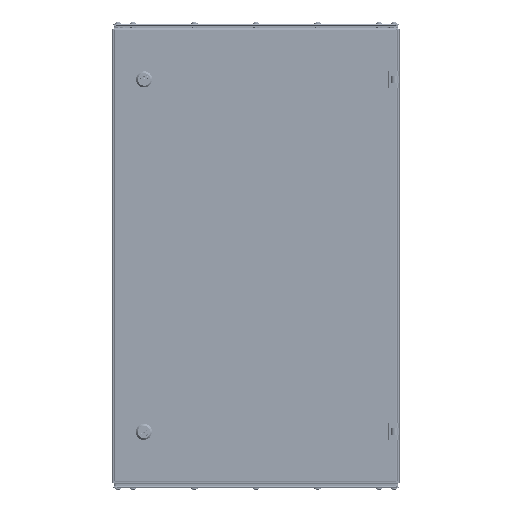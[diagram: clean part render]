
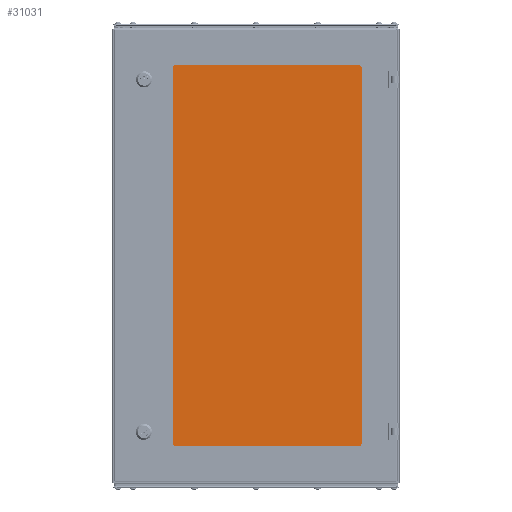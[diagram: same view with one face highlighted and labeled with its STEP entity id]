
A CAD part, top view. The second image highlights one B-rep face of the part: STEP entity #31031.
In plain terms, the highlighted planar face has unit normal (0, 0, 1).
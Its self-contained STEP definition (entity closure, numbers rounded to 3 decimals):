
#1967 = VERTEX_POINT ( 'NONE', #2306 ) ;
#2199 = DIRECTION ( 'NONE',  ( -1., 0., 0. ) ) ;
#2306 = CARTESIAN_POINT ( 'NONE',  ( -177.75, 335.5, 4. ) ) ;
#2460 = CARTESIAN_POINT ( 'NONE',  ( 167.75, -345.5, 4. ) ) ;
#2734 = ORIENTED_EDGE ( 'NONE', *, *, #84661, .T. ) ;
#3606 = EDGE_CURVE ( 'NONE', #36429, #3733, #38672, .T. ) ;
#3731 = EDGE_CURVE ( 'NONE', #88257, #15226, #35177, .T. ) ;
#3733 = VERTEX_POINT ( 'NONE', #35629 ) ;
#5068 = CARTESIAN_POINT ( 'NONE',  ( -167.75, 335.5, 4. ) ) ;
#5597 = CARTESIAN_POINT ( 'NONE',  ( -167.75, -335.5, 4. ) ) ;
#6138 = EDGE_LOOP ( 'NONE', ( #2734, #87180, #54503, #23623, #67898, #48070, #58483, #49954 ) ) ;
#6611 = CARTESIAN_POINT ( 'NONE',  ( -177.75, -335.5, 4. ) ) ;
#6939 = EDGE_CURVE ( 'NONE', #44796, #89692, #52047, .T. ) ;
#7009 = DIRECTION ( 'NONE',  ( -1., 0., 0. ) ) ;
#15226 = VERTEX_POINT ( 'NONE', #80120 ) ;
#16787 = VECTOR ( 'NONE', #56623, 1000. ) ;
#20504 = DIRECTION ( 'NONE',  ( -1., 0., 0. ) ) ;
#20701 = DIRECTION ( 'NONE',  ( 1., 0., 0. ) ) ;
#23623 = ORIENTED_EDGE ( 'NONE', *, *, #73194, .T. ) ;
#27310 = CARTESIAN_POINT ( 'NONE',  ( 0., 0., 4. ) ) ;
#29679 = CARTESIAN_POINT ( 'NONE',  ( -177.75, 345.5, 4. ) ) ;
#31031 = ADVANCED_FACE ( 'NONE', ( #41906 ), #48325, .F. ) ;
#33897 = VECTOR ( 'NONE', #51959, 1000. ) ;
#35177 = LINE ( 'NONE', #29679, #16787 ) ;
#35246 = CARTESIAN_POINT ( 'NONE',  ( -177.75, -345.5, 4. ) ) ;
#35629 = CARTESIAN_POINT ( 'NONE',  ( -167.75, -345.5, 4. ) ) ;
#36429 = VERTEX_POINT ( 'NONE', #6611 ) ;
#36889 = AXIS2_PLACEMENT_3D ( 'NONE', #57838, #66021, #2199 ) ;
#38672 = CIRCLE ( 'NONE', #88159, 10. ) ;
#39280 = DIRECTION ( 'NONE',  ( 0., 0., 1. ) ) ;
#41429 = EDGE_CURVE ( 'NONE', #1967, #36429, #84801, .T. ) ;
#41906 = FACE_OUTER_BOUND ( 'NONE', #6138, .T. ) ;
#42109 = LINE ( 'NONE', #35246, #78550 ) ;
#43196 = CARTESIAN_POINT ( 'NONE',  ( 177.75, -335.5, 4. ) ) ;
#44796 = VERTEX_POINT ( 'NONE', #43196 ) ;
#44804 = VECTOR ( 'NONE', #73021, 1000. ) ;
#45263 = CIRCLE ( 'NONE', #56825, 10. ) ;
#45661 = CIRCLE ( 'NONE', #36889, 10. ) ;
#48070 = ORIENTED_EDGE ( 'NONE', *, *, #51279, .T. ) ;
#48325 = PLANE ( 'NONE',  #86136 ) ;
#49954 = ORIENTED_EDGE ( 'NONE', *, *, #3606, .T. ) ;
#51279 = EDGE_CURVE ( 'NONE', #15226, #1967, #45263, .T. ) ;
#51959 = DIRECTION ( 'NONE',  ( 0., -1., 0. ) ) ;
#52047 = LINE ( 'NONE', #58898, #44804 ) ;
#53119 = CARTESIAN_POINT ( 'NONE',  ( 167.75, 345.5, 4. ) ) ;
#54503 = ORIENTED_EDGE ( 'NONE', *, *, #6939, .T. ) ;
#56446 = EDGE_CURVE ( 'NONE', #69443, #44796, #89533, .T. ) ;
#56623 = DIRECTION ( 'NONE',  ( -1., 0., 0. ) ) ;
#56825 = AXIS2_PLACEMENT_3D ( 'NONE', #5068, #39280, #88952 ) ;
#57838 = CARTESIAN_POINT ( 'NONE',  ( 167.75, 335.5, 4. ) ) ;
#58483 = ORIENTED_EDGE ( 'NONE', *, *, #41429, .T. ) ;
#58898 = CARTESIAN_POINT ( 'NONE',  ( 177.75, -345.5, 4. ) ) ;
#62454 = DIRECTION ( 'NONE',  ( 0., 0., -1. ) ) ;
#66021 = DIRECTION ( 'NONE',  ( 0., 0., 1. ) ) ;
#67012 = CARTESIAN_POINT ( 'NONE',  ( -177.75, -345.5, 4. ) ) ;
#67898 = ORIENTED_EDGE ( 'NONE', *, *, #3731, .T. ) ;
#69409 = DIRECTION ( 'NONE',  ( 0., 0., 1. ) ) ;
#69443 = VERTEX_POINT ( 'NONE', #2460 ) ;
#69498 = CARTESIAN_POINT ( 'NONE',  ( 167.75, -335.5, 4. ) ) ;
#73021 = DIRECTION ( 'NONE',  ( 0., 1., 0. ) ) ;
#73194 = EDGE_CURVE ( 'NONE', #89692, #88257, #45661, .T. ) ;
#75357 = DIRECTION ( 'NONE',  ( -1., 0., 0. ) ) ;
#78550 = VECTOR ( 'NONE', #20701, 1000. ) ;
#80120 = CARTESIAN_POINT ( 'NONE',  ( -167.75, 345.5, 4. ) ) ;
#82263 = AXIS2_PLACEMENT_3D ( 'NONE', #69498, #84521, #7009 ) ;
#83145 = CARTESIAN_POINT ( 'NONE',  ( 177.75, 335.5, 4. ) ) ;
#84521 = DIRECTION ( 'NONE',  ( 0., 0., 1. ) ) ;
#84661 = EDGE_CURVE ( 'NONE', #3733, #69443, #42109, .T. ) ;
#84801 = LINE ( 'NONE', #67012, #33897 ) ;
#86136 = AXIS2_PLACEMENT_3D ( 'NONE', #27310, #62454, #20504 ) ;
#87180 = ORIENTED_EDGE ( 'NONE', *, *, #56446, .T. ) ;
#88159 = AXIS2_PLACEMENT_3D ( 'NONE', #5597, #69409, #75357 ) ;
#88257 = VERTEX_POINT ( 'NONE', #53119 ) ;
#88952 = DIRECTION ( 'NONE',  ( -1., 0., 0. ) ) ;
#89533 = CIRCLE ( 'NONE', #82263, 10. ) ;
#89692 = VERTEX_POINT ( 'NONE', #83145 ) ;
